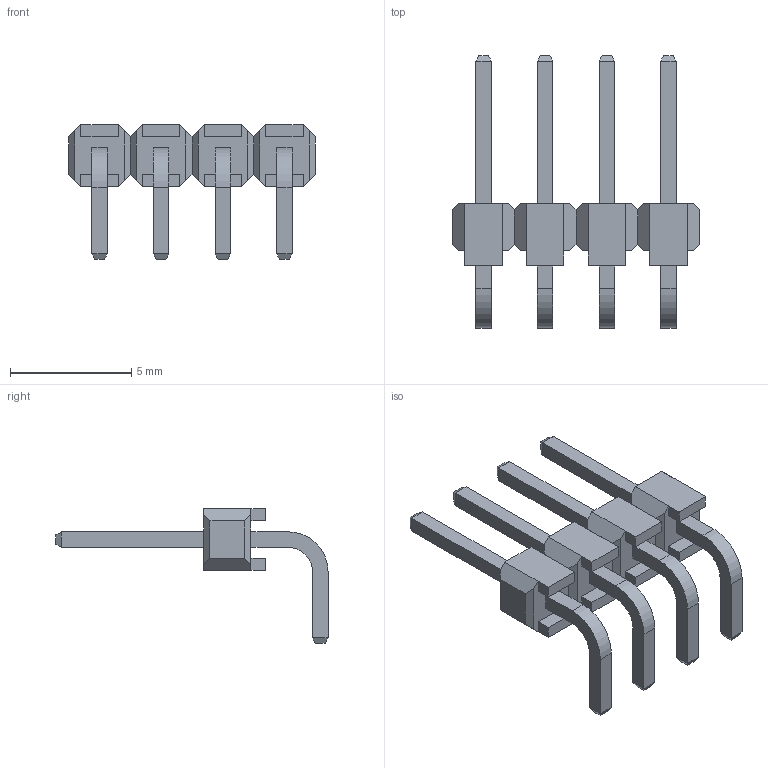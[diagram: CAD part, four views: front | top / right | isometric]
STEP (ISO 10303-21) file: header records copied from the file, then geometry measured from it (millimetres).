
FILE_DESCRIPTION(('FreeCAD Model'),'2;1');
FILE_NAME('Fusion.step','2017-08-19T11:35:25',( 'Author'),(''),'Open CASCADE STEP processor 6.8','FreeCAD','Unknown' );
FILE_SCHEMA(('AUTOMOTIVE_DESIGN_CC2 { 1 2 10303 214 -1 1 5 4 }'));
Length unit declared in the file: millimetre
Products named in the file (1): Fusion
Bounding box: 10.16 x 11.22 x 5.54 mm (x, y, z)
Volume: 69.5 mm3; surface area: 246.3 mm2
Topology: 1 solids, 1 shells, 170 faces, 420 edges, 260 vertices
Faces by surface type: plane 162, cylinder 8
Entity records: 12187 total; most frequent: CARTESIAN_POINT 2571, DIRECTION 1514, LINE 1132, VECTOR 1132, ORIENTED_EDGE 840, PCURVE 840, DEFINITIONAL_REPRESENTATION 840, EDGE_CURVE 420
